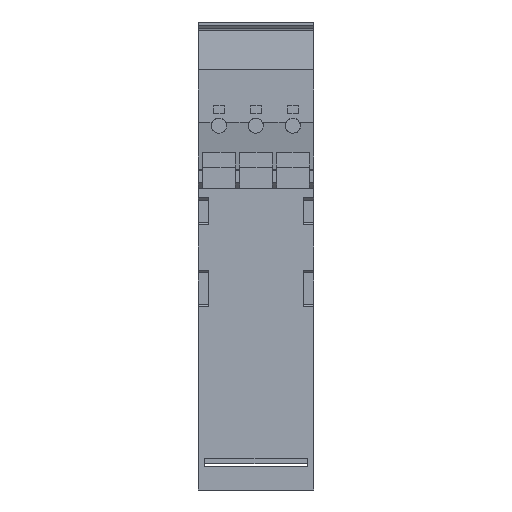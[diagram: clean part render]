
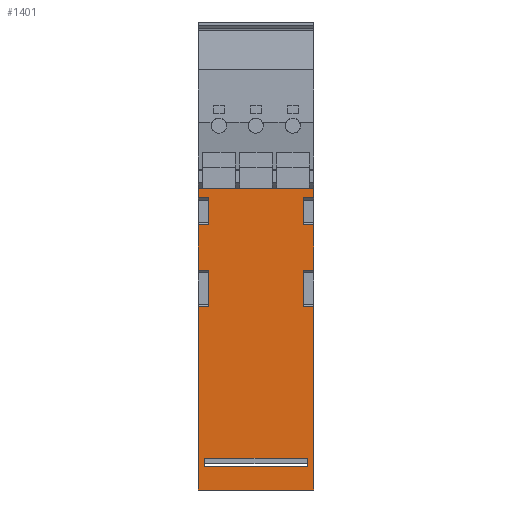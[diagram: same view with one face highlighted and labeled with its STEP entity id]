
A CAD part, front view. The second image highlights one B-rep face of the part: STEP entity #1401.
In plain terms, the highlighted planar face has unit normal (0, -1, 0).
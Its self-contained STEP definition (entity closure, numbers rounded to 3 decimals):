
#1401=ADVANCED_FACE('NONE',(#3645,#3646),#3647,.T.);
#3645=FACE_OUTER_BOUND('',#6753,.T.);
#3646=FACE_BOUND('',#6754,.T.);
#3647=PLANE('',#6755);
#6753=EDGE_LOOP('',(#20500,#20501,#20502,#20503,#20504,#20505,#20506,#20507,#20508,#20509,#20510,#20511,#20512,#20513,#20514,#20515,#20516,#20517,#20518,#20519));
#6754=EDGE_LOOP('',(#20520,#20521,#20522,#20523));
#6755=AXIS2_PLACEMENT_3D('',#20524,#20525,#20526);
#20500=ORIENTED_EDGE('',*,*,#28997,.F.);
#20501=ORIENTED_EDGE('',*,*,#28929,.T.);
#20502=ORIENTED_EDGE('',*,*,#28998,.F.);
#20503=ORIENTED_EDGE('',*,*,#28999,.T.);
#20504=ORIENTED_EDGE('',*,*,#29000,.T.);
#20505=ORIENTED_EDGE('',*,*,#28920,.T.);
#20506=ORIENTED_EDGE('',*,*,#29001,.F.);
#20507=ORIENTED_EDGE('',*,*,#29002,.T.);
#20508=ORIENTED_EDGE('',*,*,#29003,.T.);
#20509=ORIENTED_EDGE('',*,*,#28911,.T.);
#20510=ORIENTED_EDGE('',*,*,#28687,.T.);
#20511=ORIENTED_EDGE('',*,*,#29004,.F.);
#20512=ORIENTED_EDGE('',*,*,#29005,.F.);
#20513=ORIENTED_EDGE('',*,*,#29006,.F.);
#20514=ORIENTED_EDGE('',*,*,#29007,.T.);
#20515=ORIENTED_EDGE('',*,*,#29008,.F.);
#20516=ORIENTED_EDGE('',*,*,#29009,.F.);
#20517=ORIENTED_EDGE('',*,*,#29010,.F.);
#20518=ORIENTED_EDGE('',*,*,#29011,.T.);
#20519=ORIENTED_EDGE('',*,*,#29012,.F.);
#20520=ORIENTED_EDGE('',*,*,#29013,.F.);
#20521=ORIENTED_EDGE('',*,*,#29014,.F.);
#20522=ORIENTED_EDGE('',*,*,#29015,.F.);
#20523=ORIENTED_EDGE('',*,*,#29016,.F.);
#20524=CARTESIAN_POINT('',(0.0,6.34,62.2));
#20525=DIRECTION('',(0.0,-1.0,0.0));
#20526=DIRECTION('',(0.0,0.0,1.0));
#28687=EDGE_CURVE('NONE',#33159,#33157,#33160,.T.);
#28911=EDGE_CURVE('NONE',#33499,#33159,#33500,.T.);
#28920=EDGE_CURVE('NONE',#33517,#33515,#33518,.T.);
#28929=EDGE_CURVE('NONE',#33535,#33533,#33536,.T.);
#28997=EDGE_CURVE('NONE',#33535,#33660,#33661,.T.);
#28998=EDGE_CURVE('NONE',#33662,#33533,#33663,.T.);
#28999=EDGE_CURVE('NONE',#33662,#33664,#33665,.T.);
#29000=EDGE_CURVE('NONE',#33664,#33517,#33666,.T.);
#29001=EDGE_CURVE('NONE',#33667,#33515,#33668,.T.);
#29002=EDGE_CURVE('NONE',#33667,#33669,#33670,.T.);
#29003=EDGE_CURVE('NONE',#33669,#33499,#33671,.T.);
#29004=EDGE_CURVE('NONE',#33672,#33157,#33673,.T.);
#29005=EDGE_CURVE('NONE',#33674,#33672,#33675,.T.);
#29006=EDGE_CURVE('NONE',#33676,#33674,#33677,.T.);
#29007=EDGE_CURVE('NONE',#33676,#33678,#33679,.T.);
#29008=EDGE_CURVE('NONE',#33680,#33678,#33681,.T.);
#29009=EDGE_CURVE('NONE',#33682,#33680,#33683,.T.);
#29010=EDGE_CURVE('NONE',#33684,#33682,#33685,.T.);
#29011=EDGE_CURVE('NONE',#33684,#33686,#33687,.T.);
#29012=EDGE_CURVE('NONE',#33660,#33686,#33688,.T.);
#29013=EDGE_CURVE('NONE',#33689,#33690,#33691,.T.);
#29014=EDGE_CURVE('NONE',#33692,#33689,#33693,.T.);
#29015=EDGE_CURVE('NONE',#33694,#33692,#33695,.T.);
#29016=EDGE_CURVE('NONE',#33690,#33694,#33696,.T.);
#33157=VERTEX_POINT('NONE',#41156);
#33159=VERTEX_POINT('NONE',#41159);
#33160=LINE('',#41160,#41161);
#33499=VERTEX_POINT('NONE',#41656);
#33500=LINE('',#41657,#41658);
#33515=VERTEX_POINT('NONE',#41680);
#33517=VERTEX_POINT('NONE',#41683);
#33518=LINE('',#41684,#41685);
#33533=VERTEX_POINT('NONE',#41707);
#33535=VERTEX_POINT('NONE',#41710);
#33536=LINE('',#41711,#41712);
#33660=VERTEX_POINT('NONE',#41900);
#33661=LINE('',#41901,#41902);
#33662=VERTEX_POINT('NONE',#41903);
#33663=LINE('',#41904,#41905);
#33664=VERTEX_POINT('NONE',#41906);
#33665=LINE('',#41907,#41908);
#33666=LINE('',#41909,#41910);
#33667=VERTEX_POINT('NONE',#41911);
#33668=LINE('',#41912,#41913);
#33669=VERTEX_POINT('NONE',#41914);
#33670=LINE('',#41915,#41916);
#33671=LINE('',#41917,#41918);
#33672=VERTEX_POINT('NONE',#41919);
#33673=LINE('',#41920,#41921);
#33674=VERTEX_POINT('NONE',#41922);
#33675=LINE('',#41923,#41924);
#33676=VERTEX_POINT('NONE',#41925);
#33677=LINE('',#41926,#41927);
#33678=VERTEX_POINT('NONE',#41928);
#33679=LINE('',#41929,#41930);
#33680=VERTEX_POINT('NONE',#41931);
#33681=LINE('',#41932,#41933);
#33682=VERTEX_POINT('NONE',#41934);
#33683=LINE('',#41935,#41936);
#33684=VERTEX_POINT('NONE',#41937);
#33685=LINE('',#41938,#41939);
#33686=VERTEX_POINT('NONE',#41940);
#33687=LINE('',#41941,#41942);
#33688=LINE('',#41943,#41944);
#33689=VERTEX_POINT('NONE',#41945);
#33690=VERTEX_POINT('NONE',#41946);
#33691=LINE('',#41947,#41948);
#33692=VERTEX_POINT('NONE',#41949);
#33693=LINE('',#41950,#41951);
#33694=VERTEX_POINT('NONE',#41952);
#33695=LINE('',#41953,#41954);
#33696=LINE('',#41955,#41956);
#41156=CARTESIAN_POINT('',(22.5,6.34,0.));
#41159=CARTESIAN_POINT('',(0.0,6.34,0.));
#41160=CARTESIAN_POINT('',(0.0,6.34,0.));
#41161=VECTOR('',#51286,1000.0);
#41656=CARTESIAN_POINT('',(0.,6.34,35.6));
#41657=CARTESIAN_POINT('',(0.0,6.34,62.2));
#41658=VECTOR('',#51515,1000.0);
#41680=CARTESIAN_POINT('',(0.,6.34,42.7));
#41683=CARTESIAN_POINT('',(0.,6.34,51.6));
#41684=CARTESIAN_POINT('',(0.0,6.34,62.2));
#41685=VECTOR('',#51524,1000.0);
#41707=CARTESIAN_POINT('',(0.,6.34,56.8));
#41710=CARTESIAN_POINT('',(0.,6.34,58.7));
#41711=CARTESIAN_POINT('',(0.0,6.34,62.2));
#41712=VECTOR('',#51533,1000.0);
#41900=CARTESIAN_POINT('',(22.5,6.34,58.7));
#41901=CARTESIAN_POINT('',(0.0,6.34,58.7));
#41902=VECTOR('',#51598,1000.0);
#41903=CARTESIAN_POINT('',(2.05,6.34,56.8));
#41904=CARTESIAN_POINT('',(2.05,6.34,56.8));
#41905=VECTOR('',#51599,1000.0);
#41906=CARTESIAN_POINT('',(2.05,6.34,51.6));
#41907=CARTESIAN_POINT('',(2.05,6.34,51.6));
#41908=VECTOR('',#51600,1000.0);
#41909=CARTESIAN_POINT('',(2.05,6.34,51.6));
#41910=VECTOR('',#51601,1000.0);
#41911=CARTESIAN_POINT('',(2.05,6.34,42.7));
#41912=CARTESIAN_POINT('',(2.05,6.34,42.7));
#41913=VECTOR('',#51602,1000.0);
#41914=CARTESIAN_POINT('',(2.05,6.34,35.6));
#41915=CARTESIAN_POINT('',(2.05,6.34,35.6));
#41916=VECTOR('',#51603,1000.0);
#41917=CARTESIAN_POINT('',(2.05,6.34,35.6));
#41918=VECTOR('',#51604,1000.0);
#41919=CARTESIAN_POINT('',(22.5,6.34,35.6));
#41920=CARTESIAN_POINT('',(22.5,6.34,62.2));
#41921=VECTOR('',#51605,1000.0);
#41922=CARTESIAN_POINT('',(20.45,6.34,35.6));
#41923=CARTESIAN_POINT('',(20.45,6.34,35.6));
#41924=VECTOR('',#51606,1000.0);
#41925=CARTESIAN_POINT('',(20.45,6.34,42.7));
#41926=CARTESIAN_POINT('',(20.45,6.34,35.6));
#41927=VECTOR('',#51607,1000.0);
#41928=CARTESIAN_POINT('',(22.5,6.34,42.7));
#41929=CARTESIAN_POINT('',(20.45,6.34,42.7));
#41930=VECTOR('',#51608,1000.0);
#41931=CARTESIAN_POINT('',(22.5,6.34,51.6));
#41932=CARTESIAN_POINT('',(22.5,6.34,62.2));
#41933=VECTOR('',#51609,1000.0);
#41934=CARTESIAN_POINT('',(20.45,6.34,51.6));
#41935=CARTESIAN_POINT('',(20.45,6.34,51.6));
#41936=VECTOR('',#51610,1000.0);
#41937=CARTESIAN_POINT('',(20.45,6.34,56.8));
#41938=CARTESIAN_POINT('',(20.45,6.34,51.6));
#41939=VECTOR('',#51611,1000.0);
#41940=CARTESIAN_POINT('',(22.5,6.34,56.8));
#41941=CARTESIAN_POINT('',(20.45,6.34,56.8));
#41942=VECTOR('',#51612,1000.0);
#41943=CARTESIAN_POINT('',(22.5,6.34,62.2));
#41944=VECTOR('',#51613,1000.0);
#41945=CARTESIAN_POINT('',(1.253,6.34,6.2));
#41946=CARTESIAN_POINT('',(1.253,6.34,4.5));
#41947=CARTESIAN_POINT('',(1.253,6.34,62.2));
#41948=VECTOR('',#51614,1000.0);
#41949=CARTESIAN_POINT('',(21.253,6.34,6.2));
#41950=CARTESIAN_POINT('',(0.0,6.34,6.2));
#41951=VECTOR('',#51615,1000.0);
#41952=CARTESIAN_POINT('',(21.253,6.34,4.5));
#41953=CARTESIAN_POINT('',(21.253,6.34,62.2));
#41954=VECTOR('',#51616,1000.0);
#41955=CARTESIAN_POINT('',(0.0,6.34,4.5));
#41956=VECTOR('',#51617,1000.0);
#51286=DIRECTION('',(1.0,0.0,0.0));
#51515=DIRECTION('',(0.0,0.0,-1.0));
#51524=DIRECTION('',(0.0,0.0,-1.0));
#51533=DIRECTION('',(0.0,0.0,-1.0));
#51598=DIRECTION('',(1.0,0.0,0.0));
#51599=DIRECTION('',(-1.0,0.0,0.0));
#51600=DIRECTION('',(0.0,0.0,-1.0));
#51601=DIRECTION('',(-1.0,0.0,0.0));
#51602=DIRECTION('',(-1.0,0.0,0.0));
#51603=DIRECTION('',(0.0,0.0,-1.0));
#51604=DIRECTION('',(-1.0,0.0,0.0));
#51605=DIRECTION('',(0.0,0.0,-1.0));
#51606=DIRECTION('',(1.0,0.0,-0.0));
#51607=DIRECTION('',(-0.0,0.0,-1.0));
#51608=DIRECTION('',(1.0,0.0,-0.0));
#51609=DIRECTION('',(0.0,0.0,-1.0));
#51610=DIRECTION('',(1.0,0.0,-0.0));
#51611=DIRECTION('',(-0.0,0.0,-1.0));
#51612=DIRECTION('',(1.0,0.0,-0.0));
#51613=DIRECTION('',(0.0,0.0,-1.0));
#51614=DIRECTION('',(0.,0.0,-1.0));
#51615=DIRECTION('',(-1.0,0.0,0.0));
#51616=DIRECTION('',(0.,0.0,1.0));
#51617=DIRECTION('',(1.0,0.0,0.0));
